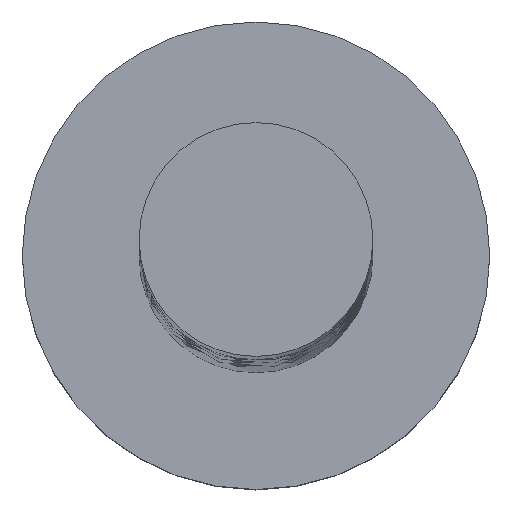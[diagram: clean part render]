
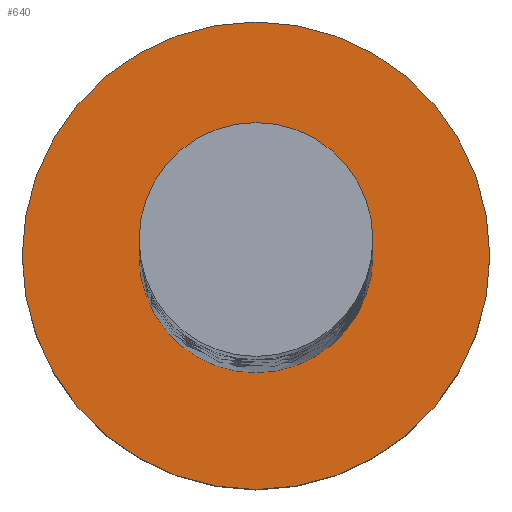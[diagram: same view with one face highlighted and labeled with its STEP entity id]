
A CAD part, top view. The second image highlights one B-rep face of the part: STEP entity #640.
In plain terms, the highlighted planar face has unit normal (0, 0, 1).
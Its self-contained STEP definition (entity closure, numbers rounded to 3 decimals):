
#3 = EDGE_CURVE ( 'NONE', #336, #239, #61, .T. ) ;
#10 = CARTESIAN_POINT ( 'NONE',  ( 0., 0., 2. ) ) ;
#38 = AXIS2_PLACEMENT_3D ( 'NONE', #1233, #192, #311 ) ;
#61 = CIRCLE ( 'NONE', #1026, 2. ) ;
#89 = CARTESIAN_POINT ( 'NONE',  ( 0., 0., 2. ) ) ;
#100 = ORIENTED_EDGE ( 'NONE', *, *, #911, .F. ) ;
#192 = DIRECTION ( 'NONE',  ( 0., 0., 1. ) ) ;
#201 = CIRCLE ( 'NONE', #499, 1. ) ;
#214 = CARTESIAN_POINT ( 'NONE',  ( 0., 0., 2. ) ) ;
#239 = VERTEX_POINT ( 'NONE', #826 ) ;
#302 = FACE_BOUND ( 'NONE', #1320, .T. ) ;
#311 = DIRECTION ( 'NONE',  ( 1., 0., 0. ) ) ;
#336 = VERTEX_POINT ( 'NONE', #1216 ) ;
#340 = CIRCLE ( 'NONE', #1244, 1. ) ;
#409 = CARTESIAN_POINT ( 'NONE',  ( 0., 0., 2. ) ) ;
#433 = PLANE ( 'NONE',  #38 ) ;
#499 = AXIS2_PLACEMENT_3D ( 'NONE', #89, #548, #901 ) ;
#520 = ORIENTED_EDGE ( 'NONE', *, *, #536, .F. ) ;
#536 = EDGE_CURVE ( 'NONE', #1211, #1398, #340, .T. ) ;
#548 = DIRECTION ( 'NONE',  ( 0., 0., 1. ) ) ;
#640 = ADVANCED_FACE ( 'NONE', ( #302, #764 ), #433, .T. ) ;
#677 = CARTESIAN_POINT ( 'NONE',  ( 1., 0., 2. ) ) ;
#695 = DIRECTION ( 'NONE',  ( 1., 0., 0. ) ) ;
#764 = FACE_OUTER_BOUND ( 'NONE', #1272, .T. ) ;
#772 = DIRECTION ( 'NONE',  ( 0., 0., 1. ) ) ;
#826 = CARTESIAN_POINT ( 'NONE',  ( -2., 0., 2. ) ) ;
#901 = DIRECTION ( 'NONE',  ( 1., 0., 0. ) ) ;
#911 = EDGE_CURVE ( 'NONE', #1398, #1211, #201, .T. ) ;
#994 = EDGE_CURVE ( 'NONE', #239, #336, #1276, .T. ) ;
#1026 = AXIS2_PLACEMENT_3D ( 'NONE', #409, #772, #1223 ) ;
#1133 = ORIENTED_EDGE ( 'NONE', *, *, #3, .T. ) ;
#1190 = ORIENTED_EDGE ( 'NONE', *, *, #994, .T. ) ;
#1210 = CARTESIAN_POINT ( 'NONE',  ( -1., 0., 2. ) ) ;
#1211 = VERTEX_POINT ( 'NONE', #677 ) ;
#1216 = CARTESIAN_POINT ( 'NONE',  ( 2., 0., 2. ) ) ;
#1223 = DIRECTION ( 'NONE',  ( 1., 0., 0. ) ) ;
#1233 = CARTESIAN_POINT ( 'NONE',  ( 0., 0., 2. ) ) ;
#1244 = AXIS2_PLACEMENT_3D ( 'NONE', #10, #1283, #695 ) ;
#1245 = AXIS2_PLACEMENT_3D ( 'NONE', #214, #1266, #1351 ) ;
#1266 = DIRECTION ( 'NONE',  ( 0., 0., 1. ) ) ;
#1272 = EDGE_LOOP ( 'NONE', ( #1190, #1133 ) ) ;
#1276 = CIRCLE ( 'NONE', #1245, 2. ) ;
#1283 = DIRECTION ( 'NONE',  ( 0., 0., 1. ) ) ;
#1320 = EDGE_LOOP ( 'NONE', ( #100, #520 ) ) ;
#1351 = DIRECTION ( 'NONE',  ( 1., 0., 0. ) ) ;
#1398 = VERTEX_POINT ( 'NONE', #1210 ) ;
